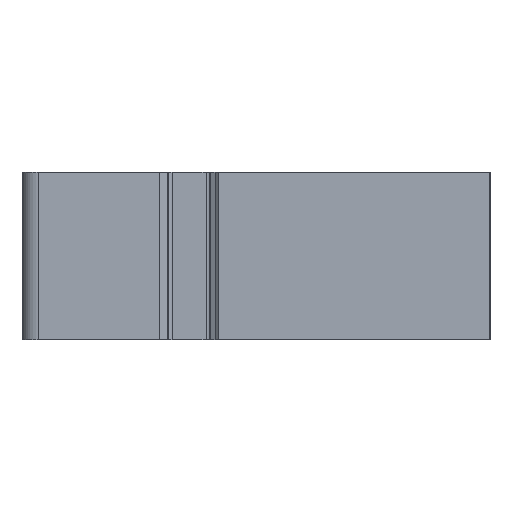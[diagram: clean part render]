
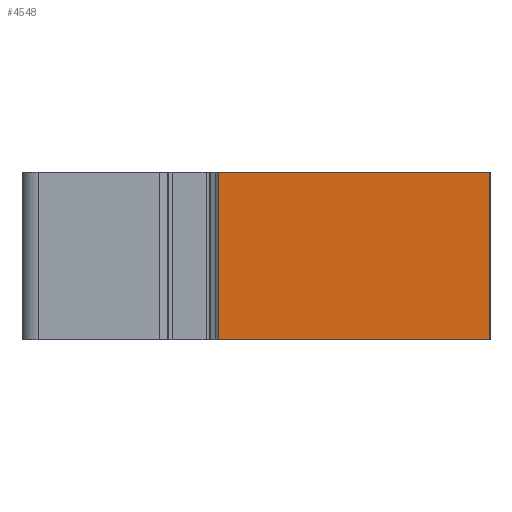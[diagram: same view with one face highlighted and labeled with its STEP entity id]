
A CAD part, left-side view. The second image highlights one B-rep face of the part: STEP entity #4548.
In plain terms, the highlighted planar face has unit normal (-1, 0, 0).
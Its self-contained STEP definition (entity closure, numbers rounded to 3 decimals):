
#4492=CARTESIAN_POINT('',(-1.469,-0.016,10.0));
#4493=VERTEX_POINT('',#4492);
#4500=CARTESIAN_POINT('',(-1.469,-0.016,0.0));
#4501=VERTEX_POINT('',#4500);
#4502=CARTESIAN_POINT('',(-1.469,-0.016,0.0));
#4503=DIRECTION('',(0.0,0.0,1.0));
#4504=VECTOR('',#4503,10.0);
#4505=LINE('',#4502,#4504);
#4506=EDGE_CURVE('',#4501,#4493,#4505,.T.);
#4518=CARTESIAN_POINT('',(-1.469,-0.016,0.0));
#4519=DIRECTION('',(-1.0,0.0,0.0));
#4520=DIRECTION('',(0.0,0.0,1.0));
#4521=AXIS2_PLACEMENT_3D('',#4518,#4519,#4520);
#4522=PLANE('',#4521);
#4523=CARTESIAN_POINT('',(-1.469,16.234,10.0));
#4524=VERTEX_POINT('',#4523);
#4525=CARTESIAN_POINT('',(-1.469,-0.016,10.0));
#4526=DIRECTION('',(0.0,1.0,0.0));
#4527=VECTOR('',#4526,16.25);
#4528=LINE('',#4525,#4527);
#4529=EDGE_CURVE('',#4493,#4524,#4528,.T.);
#4530=ORIENTED_EDGE('',*,*,#4529,.T.);
#4531=CARTESIAN_POINT('',(-1.469,16.234,0.0));
#4532=VERTEX_POINT('',#4531);
#4533=CARTESIAN_POINT('',(-1.469,16.234,0.0));
#4534=DIRECTION('',(0.0,0.0,1.0));
#4535=VECTOR('',#4534,10.0);
#4536=LINE('',#4533,#4535);
#4537=EDGE_CURVE('',#4532,#4524,#4536,.T.);
#4538=ORIENTED_EDGE('',*,*,#4537,.F.);
#4539=CARTESIAN_POINT('',(-1.469,16.234,0.0));
#4540=DIRECTION('',(0.0,-1.0,0.0));
#4541=VECTOR('',#4540,16.25);
#4542=LINE('',#4539,#4541);
#4543=EDGE_CURVE('',#4532,#4501,#4542,.T.);
#4544=ORIENTED_EDGE('',*,*,#4543,.T.);
#4545=ORIENTED_EDGE('',*,*,#4506,.T.);
#4546=EDGE_LOOP('',(#4530,#4538,#4544,#4545));
#4547=FACE_OUTER_BOUND('',#4546,.T.);
#4548=ADVANCED_FACE('',(#4547),#4522,.T.);
